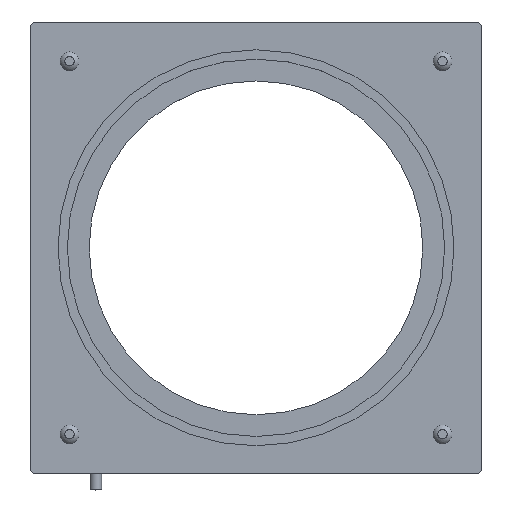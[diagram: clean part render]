
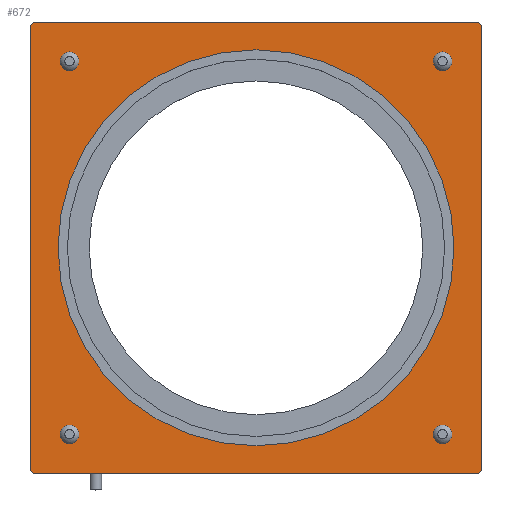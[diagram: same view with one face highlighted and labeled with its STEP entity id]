
A CAD part, top view. The second image highlights one B-rep face of the part: STEP entity #672.
In plain terms, the highlighted planar face has unit normal (0, 0, 1).
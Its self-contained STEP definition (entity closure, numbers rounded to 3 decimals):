
#46 = CIRCLE ( 'NONE', #89, 60.5 ) ;
#54 = AXIS2_PLACEMENT_3D ( 'NONE', #240, #571, #297 ) ;
#55 = AXIS2_PLACEMENT_3D ( 'NONE', #223, #454, #389 ) ;
#69 = CIRCLE ( 'NONE', #75, 2.85 ) ;
#75 = AXIS2_PLACEMENT_3D ( 'NONE', #1115, #989, #1064 ) ;
#89 = AXIS2_PLACEMENT_3D ( 'NONE', #306, #255, #312 ) ;
#96 = CIRCLE ( 'NONE', #55, 2.85 ) ;
#100 = VECTOR ( 'NONE', #1035, 1000. ) ;
#116 = VECTOR ( 'NONE', #477, 1000. ) ;
#117 = VECTOR ( 'NONE', #241, 1000. ) ;
#125 = VECTOR ( 'NONE', #894, 1000. ) ;
#131 = AXIS2_PLACEMENT_3D ( 'NONE', #220, #408, #593 ) ;
#138 = AXIS2_PLACEMENT_3D ( 'NONE', #433, #605, #319 ) ;
#149 = VECTOR ( 'NONE', #238, 1000. ) ;
#153 = CIRCLE ( 'NONE', #54, 2.85 ) ;
#162 = VECTOR ( 'NONE', #368, 1000. ) ;
#176 = VECTOR ( 'NONE', #1119, 1000. ) ;
#183 = CIRCLE ( 'NONE', #131, 2.85 ) ;
#209 = VECTOR ( 'NONE', #645, 1000. ) ;
#219 = LINE ( 'NONE', #455, #209 ) ;
#220 = CARTESIAN_POINT ( 'NONE',  ( 57., -57., 8.4 ) ) ;
#223 = CARTESIAN_POINT ( 'NONE',  ( -57., 57., 8.4 ) ) ;
#224 = CARTESIAN_POINT ( 'NONE',  ( -137.5, -0.5, 8.4 ) ) ;
#226 = FACE_OUTER_BOUND ( 'NONE', #435, .T. ) ;
#228 = ORIENTED_EDGE ( 'NONE', *, *, #661, .F. ) ;
#238 = DIRECTION ( 'NONE',  ( 0., -1., 0. ) ) ;
#240 = CARTESIAN_POINT ( 'NONE',  ( 57., 57., 8.4 ) ) ;
#241 = DIRECTION ( 'NONE',  ( -0.707, 0.707, 0. ) ) ;
#255 = DIRECTION ( 'NONE',  ( 0., 0., 1. ) ) ;
#263 = LINE ( 'NONE', #224, #116 ) ;
#267 = FACE_BOUND ( 'NONE', #445, .T. ) ;
#279 = LINE ( 'NONE', #456, #117 ) ;
#291 = ORIENTED_EDGE ( 'NONE', *, *, #758, .T. ) ;
#294 = CARTESIAN_POINT ( 'NONE',  ( -0.5, -137.5, 8.4 ) ) ;
#297 = DIRECTION ( 'NONE',  ( 0.866, -0.5, 0. ) ) ;
#306 = CARTESIAN_POINT ( 'NONE',  ( 0., 0., 8.4 ) ) ;
#312 = DIRECTION ( 'NONE',  ( 1., 0., 0. ) ) ;
#313 = FACE_BOUND ( 'NONE', #336, .T. ) ;
#319 = DIRECTION ( 'NONE',  ( 1., 0., 0. ) ) ;
#321 = FACE_BOUND ( 'NONE', #612, .T. ) ;
#336 = EDGE_LOOP ( 'NONE', ( #531 ) ) ;
#368 = DIRECTION ( 'NONE',  ( 0.707, 0.707, 0. ) ) ;
#389 = DIRECTION ( 'NONE',  ( 0.866, -0.5, 0. ) ) ;
#393 = ORIENTED_EDGE ( 'NONE', *, *, #766, .T. ) ;
#405 = LINE ( 'NONE', #640, #149 ) ;
#408 = DIRECTION ( 'NONE',  ( 0., 0., 1. ) ) ;
#410 = ORIENTED_EDGE ( 'NONE', *, *, #686, .T. ) ;
#412 = ORIENTED_EDGE ( 'NONE', *, *, #668, .F. ) ;
#433 = CARTESIAN_POINT ( 'NONE',  ( -69., -69., 8.4 ) ) ;
#435 = EDGE_LOOP ( 'NONE', ( #642, #530, #410, #544, #291, #601, #543, #393 ) ) ;
#445 = EDGE_LOOP ( 'NONE', ( #228 ) ) ;
#454 = DIRECTION ( 'NONE',  ( 0., 0., 1. ) ) ;
#455 = CARTESIAN_POINT ( 'NONE',  ( 69., 69., 8.4 ) ) ;
#456 = CARTESIAN_POINT ( 'NONE',  ( 68.5, 68.5, 8.4 ) ) ;
#458 = FACE_BOUND ( 'NONE', #552, .T. ) ;
#461 = LINE ( 'NONE', #294, #162 ) ;
#477 = DIRECTION ( 'NONE',  ( -0.707, -0.707, 0. ) ) ;
#487 = FACE_BOUND ( 'NONE', #491, .T. ) ;
#491 = EDGE_LOOP ( 'NONE', ( #643 ) ) ;
#504 = PLANE ( 'NONE',  #138 ) ;
#530 = ORIENTED_EDGE ( 'NONE', *, *, #684, .T. ) ;
#531 = ORIENTED_EDGE ( 'NONE', *, *, #674, .F. ) ;
#543 = ORIENTED_EDGE ( 'NONE', *, *, #677, .T. ) ;
#544 = ORIENTED_EDGE ( 'NONE', *, *, #688, .T. ) ;
#552 = EDGE_LOOP ( 'NONE', ( #412 ) ) ;
#571 = DIRECTION ( 'NONE',  ( 0., 0., 1. ) ) ;
#593 = DIRECTION ( 'NONE',  ( 0.866, -0.5, 0. ) ) ;
#597 = ORIENTED_EDGE ( 'NONE', *, *, #748, .F. ) ;
#601 = ORIENTED_EDGE ( 'NONE', *, *, #689, .T. ) ;
#605 = DIRECTION ( 'NONE',  ( 0., 0., 1. ) ) ;
#612 = EDGE_LOOP ( 'NONE', ( #597 ) ) ;
#640 = CARTESIAN_POINT ( 'NONE',  ( -69., 69., 8.4 ) ) ;
#642 = ORIENTED_EDGE ( 'NONE', *, *, #735, .T. ) ;
#643 = ORIENTED_EDGE ( 'NONE', *, *, #691, .F. ) ;
#645 = DIRECTION ( 'NONE',  ( 0., 1., 0. ) ) ;
#661 = EDGE_CURVE ( 'NONE', #987, #987, #96, .T. ) ;
#668 = EDGE_CURVE ( 'NONE', #1129, #1129, #153, .T. ) ;
#672 = ADVANCED_FACE ( 'NONE', ( #487, #321, #458, #226, #313, #267 ), #504, .T. ) ;
#674 = EDGE_CURVE ( 'NONE', #850, #850, #183, .T. ) ;
#677 = EDGE_CURVE ( 'NONE', #790, #782, #405, .T. ) ;
#684 = EDGE_CURVE ( 'NONE', #792, #777, #461, .T. ) ;
#686 = EDGE_CURVE ( 'NONE', #777, #791, #219, .T. ) ;
#688 = EDGE_CURVE ( 'NONE', #791, #778, #279, .T. ) ;
#689 = EDGE_CURVE ( 'NONE', #785, #790, #263, .T. ) ;
#691 = EDGE_CURVE ( 'NONE', #858, #858, #46, .T. ) ;
#735 = EDGE_CURVE ( 'NONE', #793, #792, #804, .T. ) ;
#748 = EDGE_CURVE ( 'NONE', #840, #840, #69, .T. ) ;
#758 = EDGE_CURVE ( 'NONE', #778, #785, #1080, .T. ) ;
#766 = EDGE_CURVE ( 'NONE', #782, #793, #1002, .T. ) ;
#777 = VERTEX_POINT ( 'NONE', #1107 ) ;
#778 = VERTEX_POINT ( 'NONE', #958 ) ;
#782 = VERTEX_POINT ( 'NONE', #941 ) ;
#785 = VERTEX_POINT ( 'NONE', #986 ) ;
#790 = VERTEX_POINT ( 'NONE', #1096 ) ;
#791 = VERTEX_POINT ( 'NONE', #1097 ) ;
#792 = VERTEX_POINT ( 'NONE', #1098 ) ;
#793 = VERTEX_POINT ( 'NONE', #1101 ) ;
#804 = LINE ( 'NONE', #812, #176 ) ;
#812 = CARTESIAN_POINT ( 'NONE',  ( -69., -69., 8.4 ) ) ;
#840 = VERTEX_POINT ( 'NONE', #864 ) ;
#841 = CARTESIAN_POINT ( 'NONE',  ( 60.5, 0., 8.4 ) ) ;
#850 = VERTEX_POINT ( 'NONE', #863 ) ;
#858 = VERTEX_POINT ( 'NONE', #841 ) ;
#863 = CARTESIAN_POINT ( 'NONE',  ( 59.468, -58.425, 8.4 ) ) ;
#864 = CARTESIAN_POINT ( 'NONE',  ( -54.532, -58.425, 8.4 ) ) ;
#894 = DIRECTION ( 'NONE',  ( 0.707, -0.707, 0. ) ) ;
#906 = CARTESIAN_POINT ( 'NONE',  ( 59.468, 55.575, 8.4 ) ) ;
#941 = CARTESIAN_POINT ( 'NONE',  ( -69., -68., 8.4 ) ) ;
#958 = CARTESIAN_POINT ( 'NONE',  ( 68., 69., 8.4 ) ) ;
#986 = CARTESIAN_POINT ( 'NONE',  ( -68., 69., 8.4 ) ) ;
#987 = VERTEX_POINT ( 'NONE', #1126 ) ;
#989 = DIRECTION ( 'NONE',  ( 0., 0., 1. ) ) ;
#1002 = LINE ( 'NONE', #1112, #125 ) ;
#1035 = DIRECTION ( 'NONE',  ( -1., 0., 0. ) ) ;
#1064 = DIRECTION ( 'NONE',  ( 0.866, -0.5, 0. ) ) ;
#1080 = LINE ( 'NONE', #1081, #100 ) ;
#1081 = CARTESIAN_POINT ( 'NONE',  ( -69., 69., 8.4 ) ) ;
#1096 = CARTESIAN_POINT ( 'NONE',  ( -69., 68., 8.4 ) ) ;
#1097 = CARTESIAN_POINT ( 'NONE',  ( 69., 68., 8.4 ) ) ;
#1098 = CARTESIAN_POINT ( 'NONE',  ( 68., -69., 8.4 ) ) ;
#1101 = CARTESIAN_POINT ( 'NONE',  ( -68., -69., 8.4 ) ) ;
#1107 = CARTESIAN_POINT ( 'NONE',  ( 69., -68., 8.4 ) ) ;
#1112 = CARTESIAN_POINT ( 'NONE',  ( -68.5, -68.5, 8.4 ) ) ;
#1115 = CARTESIAN_POINT ( 'NONE',  ( -57., -57., 8.4 ) ) ;
#1119 = DIRECTION ( 'NONE',  ( 1., 0., 0. ) ) ;
#1126 = CARTESIAN_POINT ( 'NONE',  ( -54.532, 55.575, 8.4 ) ) ;
#1129 = VERTEX_POINT ( 'NONE', #906 ) ;
